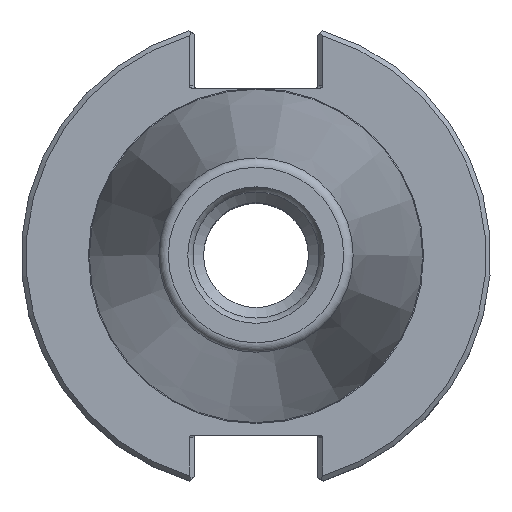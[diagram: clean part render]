
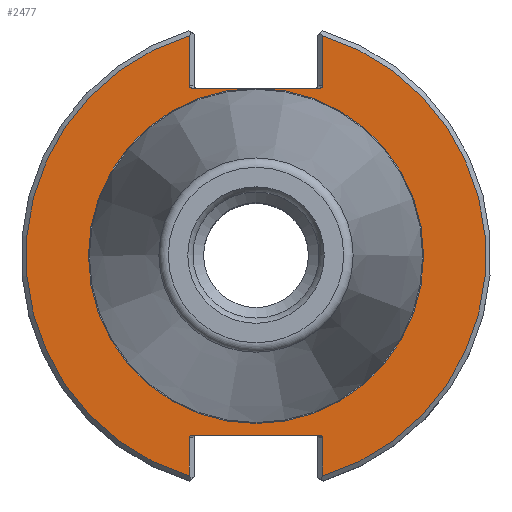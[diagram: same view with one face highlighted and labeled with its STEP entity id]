
A CAD part, top view. The second image highlights one B-rep face of the part: STEP entity #2477.
In plain terms, the highlighted planar face has unit normal (0, 0, 1).
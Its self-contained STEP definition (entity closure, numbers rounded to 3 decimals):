
#24=ELLIPSE('',#2630,0.707,0.5);
#25=ELLIPSE('',#2632,0.707,0.5);
#33=ELLIPSE('',#2660,0.707,0.5);
#34=ELLIPSE('',#2662,0.707,0.5);
#76=LINE('',#3799,#149);
#77=LINE('',#3808,#150);
#82=LINE('',#3827,#155);
#83=LINE('',#3836,#156);
#93=LINE('',#3870,#166);
#104=LINE('',#3917,#177);
#149=VECTOR('',#2987,1000.);
#150=VECTOR('',#2994,1000.);
#155=VECTOR('',#3009,1000.);
#156=VECTOR('',#3016,1000.);
#166=VECTOR('',#3042,1000.);
#177=VECTOR('',#3087,1000.);
#292=PLANE('',#2661);
#737=ORIENTED_EDGE('',*,*,#978,.T.);
#738=ORIENTED_EDGE('',*,*,#976,.T.);
#739=ORIENTED_EDGE('',*,*,#972,.T.);
#740=ORIENTED_EDGE('',*,*,#993,.F.);
#741=ORIENTED_EDGE('',*,*,#970,.T.);
#742=ORIENTED_EDGE('',*,*,#968,.T.);
#743=ORIENTED_EDGE('',*,*,#966,.T.);
#744=ORIENTED_EDGE('',*,*,#965,.T.);
#745=ORIENTED_EDGE('',*,*,#1012,.T.);
#746=ORIENTED_EDGE('',*,*,#1014,.F.);
#747=ORIENTED_EDGE('',*,*,#1015,.T.);
#748=ORIENTED_EDGE('',*,*,#979,.T.);
#749=ORIENTED_EDGE('',*,*,#962,.F.);
#962=EDGE_CURVE('',#1157,#1157,#1253,.T.);
#965=EDGE_CURVE('',#1158,#1159,#76,.T.);
#966=EDGE_CURVE('',#1160,#1158,#1254,.T.);
#968=EDGE_CURVE('',#1161,#1160,#77,.T.);
#970=EDGE_CURVE('',#1162,#1161,#24,.F.);
#972=EDGE_CURVE('',#1163,#1164,#25,.F.);
#976=EDGE_CURVE('',#1165,#1163,#82,.T.);
#978=EDGE_CURVE('',#1166,#1165,#1255,.T.);
#979=EDGE_CURVE('',#1167,#1166,#83,.T.);
#993=EDGE_CURVE('',#1162,#1164,#93,.T.);
#1012=EDGE_CURVE('',#1159,#1185,#33,.F.);
#1014=EDGE_CURVE('',#1186,#1185,#104,.T.);
#1015=EDGE_CURVE('',#1186,#1167,#34,.F.);
#1157=VERTEX_POINT('',#3790);
#1158=VERTEX_POINT('',#3796);
#1159=VERTEX_POINT('',#3798);
#1160=VERTEX_POINT('',#3802);
#1161=VERTEX_POINT('',#3809);
#1162=VERTEX_POINT('',#3813);
#1163=VERTEX_POINT('',#3817);
#1164=VERTEX_POINT('',#3818);
#1165=VERTEX_POINT('',#3826);
#1166=VERTEX_POINT('',#3833);
#1167=VERTEX_POINT('',#3837);
#1185=VERTEX_POINT('',#3914);
#1186=VERTEX_POINT('',#3918);
#1253=CIRCLE('',#2624,35.118);
#1254=CIRCLE('',#2627,48.21);
#1255=CIRCLE('',#2635,48.21);
#1399=EDGE_LOOP('',(#737,#738,#739,#740,#741,#742,#743,#744,#745,#746,#747,
#748));
#1400=EDGE_LOOP('',(#749));
#1555=FACE_BOUND('',#1399,.T.);
#1556=FACE_BOUND('',#1400,.T.);
#2477=ADVANCED_FACE('',(#1555,#1556),#292,.T.);
#2624=AXIS2_PLACEMENT_3D('',#3789,#2982,#2983);
#2627=AXIS2_PLACEMENT_3D('',#3801,#2990,#2991);
#2630=AXIS2_PLACEMENT_3D('',#3812,#2998,#2999);
#2632=AXIS2_PLACEMENT_3D('',#3816,#3003,#3004);
#2635=AXIS2_PLACEMENT_3D('',#3834,#3012,#3013);
#2660=AXIS2_PLACEMENT_3D('',#3913,#3082,#3083);
#2661=AXIS2_PLACEMENT_3D('',#3916,#3085,#3086);
#2662=AXIS2_PLACEMENT_3D('',#3919,#3088,#3089);
#2982=DIRECTION('',(0.,0.,1.));
#2983=DIRECTION('',(1.,0.,0.));
#2987=DIRECTION('',(0.,-1.,0.));
#2990=DIRECTION('',(0.,0.,1.));
#2991=DIRECTION('',(1.,0.,0.));
#2994=DIRECTION('',(0.,-1.,0.));
#2998=DIRECTION('',(0.,0.,1.));
#2999=DIRECTION('',(1.,0.,0.));
#3003=DIRECTION('',(0.,0.,1.));
#3004=DIRECTION('',(1.,0.,0.));
#3009=DIRECTION('',(0.,1.,0.));
#3012=DIRECTION('',(0.,0.,1.));
#3013=DIRECTION('',(1.,0.,0.));
#3016=DIRECTION('',(0.,1.,0.));
#3042=DIRECTION('',(-1.,0.,0.));
#3082=DIRECTION('',(0.,0.,1.));
#3083=DIRECTION('',(-1.,0.,0.));
#3085=DIRECTION('',(0.,0.,1.));
#3086=DIRECTION('',(1.,0.,0.));
#3087=DIRECTION('',(1.,0.,0.));
#3088=DIRECTION('',(0.,0.,1.));
#3089=DIRECTION('',(-1.,0.,0.));
#3789=CARTESIAN_POINT('',(0.,0.,-3.17));
#3790=CARTESIAN_POINT('',(35.118,0.,-3.17));
#3796=CARTESIAN_POINT('',(13.955,46.146,-3.17));
#3798=CARTESIAN_POINT('',(13.955,35.66,-3.17));
#3799=CARTESIAN_POINT('',(13.955,35.16,-3.17));
#3801=CARTESIAN_POINT('',(0.,0.,-3.17));
#3802=CARTESIAN_POINT('',(13.955,-46.146,-3.17));
#3808=CARTESIAN_POINT('',(13.955,-47.619,-3.17));
#3809=CARTESIAN_POINT('',(13.955,-38.07,-3.17));
#3812=CARTESIAN_POINT('',(13.248,-38.07,-3.17));
#3813=CARTESIAN_POINT('',(13.248,-37.57,-3.17));
#3816=CARTESIAN_POINT('',(-13.248,-38.07,-3.17));
#3817=CARTESIAN_POINT('',(-13.955,-38.07,-3.17));
#3818=CARTESIAN_POINT('',(-13.248,-37.57,-3.17));
#3826=CARTESIAN_POINT('',(-13.955,-46.146,-3.17));
#3827=CARTESIAN_POINT('',(-13.955,-37.57,-3.17));
#3833=CARTESIAN_POINT('',(-13.955,46.146,-3.17));
#3834=CARTESIAN_POINT('',(0.,0.,-3.17));
#3836=CARTESIAN_POINT('',(-13.955,47.619,-3.17));
#3837=CARTESIAN_POINT('',(-13.955,35.66,-3.17));
#3870=CARTESIAN_POINT('',(12.955,-37.57,-3.17));
#3913=CARTESIAN_POINT('',(13.248,35.66,-3.17));
#3914=CARTESIAN_POINT('',(13.248,35.16,-3.17));
#3916=CARTESIAN_POINT('',(35.118,0.,-3.17));
#3917=CARTESIAN_POINT('',(-12.955,35.16,-3.17));
#3918=CARTESIAN_POINT('',(-13.248,35.16,-3.17));
#3919=CARTESIAN_POINT('',(-13.248,35.66,-3.17));
